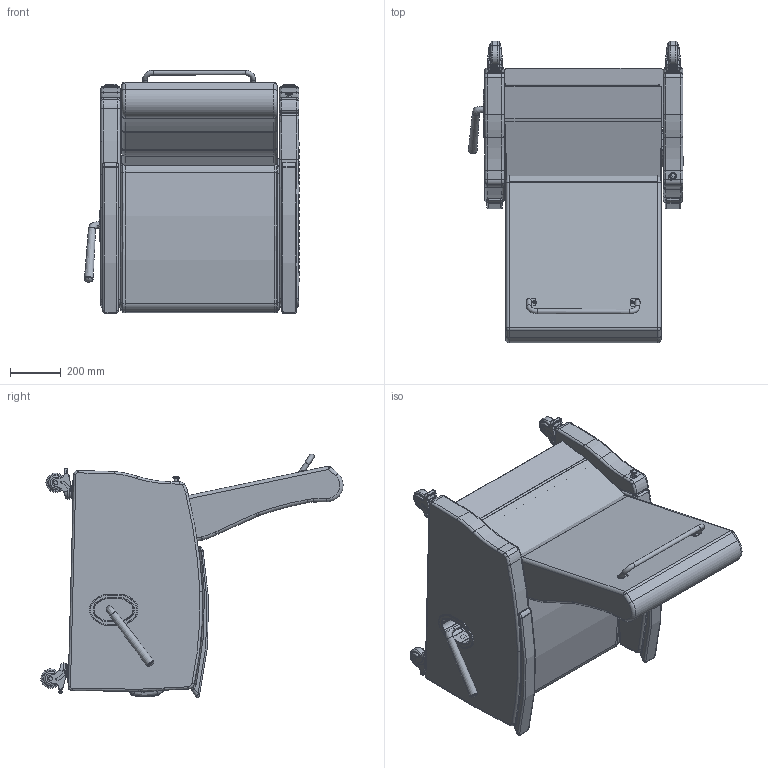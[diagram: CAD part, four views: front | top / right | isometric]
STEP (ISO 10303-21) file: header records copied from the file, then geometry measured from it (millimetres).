
FILE_DESCRIPTION(/* description */ (''),/* implementation_level */ '2;1');
FILE_NAME(/* name */ 'KC1067J.stp',/* time_stamp */ '2017-09-14T15:31:15-04:00',/* author */ ('emehringer'),/* organization */ (''),/* preprocessor_version */ 'ST-DEVELOPER v16.5',/* originating_system */ 'Autodesk Inventor 2017',/* authorisation */ '');
FILE_SCHEMA (('AUTOMOTIVE_DESIGN { 1 0 10303 214 3 1 1 }'));
Products named in the file (31): KC1067U-W-J; 7000 UKP; ULSEAT 4000C; 4000 UKO; EV7070 UBACK FLAP; BEZEL-1; 7000-2 CON PLT; O1010 UBACK; E1010-1 MAC BLK; Knob and spring; HINGE 22 NEW; PB3; PUSH BAR 17.625; PUSH BAR 17.625_1; PUSH BAR 17.625 right side; 1420X1.5 PSHPB; E1010-1 ACARM L; FD400-2 R; E1067-1 LARM R; HDL 3000 BLK; HDL 3000 BLKPLASTIC; HDL 3000 BLK METAL; CAST COL 4inSLB; _NG-03AMP-125-TL-TP01_fork; _TP01_Next Generation Series_0; _NG-03QDP-125-SW-TP01_rivet; _NG-03AMP-125-TL-TP01_wheel_core; _NG-03AMP-125-TL-TP01_wheel_tread; _NG-03AMP-125-TL-TP01_wheel_guard; _NG-03AMP-125-TL-TP01_wheel_tguard; _NG-03AMP-125-TL-TP01_cap
Assembly tree (36 placements, depth 4):
  KC1067U-W-J
    7000 UKP
    ULSEAT 4000C
    4000 UKO
    EV7070 UBACK FLAP
    BEZEL-1
    7000-2 CON PLT
    O1010 UBACK
    E1010-1 MAC BLK  x2
    Knob and spring
    HINGE 22 NEW
    PB3
      PUSH BAR 17.625
        PUSH BAR 17.625_1
        PUSH BAR 17.625 right side
      1420X1.5 PSHPB  x2
    E1010-1 ACARM L
    FD400-2 R
    E1067-1 LARM R
    HDL 3000 BLK
      HDL 3000 BLKPLASTIC
      HDL 3000 BLK METAL
    CAST COL 4inSLB  x4
      _NG-03AMP-125-TL-TP01_fork
      _TP01_Next Generation Series_0
      _NG-03QDP-125-SW-TP01_rivet
      _NG-03AMP-125-TL-TP01_wheel_core
      _NG-03AMP-125-TL-TP01_wheel_tread
      _NG-03AMP-125-TL-TP01_wheel_guard
      _NG-03AMP-125-TL-TP01_wheel_tguard
      _NG-03AMP-125-TL-TP01_cap
Bounding box: 845.28 x 1186.84 x 957.22 mm (x, y, z)
Volume: 180839782.5 mm3; surface area: 6426435.2 mm2
Topology: 55 solids, 170 shells, 1795 faces, 4693 edges, 3136 vertices
Faces by surface type: cylinder 761, plane 642, torus 213, bspline 99, cone 51, sphere 29
Full cylindrical faces by diameter (mm): 5.953 x1, 6.35 x2, 7.938 x2, 11.112 x8, 11.989 x4, 12.497 x2, 12.7 x1, 14.877 x4, 15.062 x4, 15.24 x8, 19.05 x3, 19.075 x4, 23.812 x1, 25.4 x4, 30.162 x1, 38.049 x4, 44.298 x4, 52.273 x4, 55.372 x8, 57.15 x8, 76.2 x4
Entity records: 51483 total; most frequent: CARTESIAN_POINT 21101, DIRECTION 6219, ORIENTED_EDGE 5706, EDGE_CURVE 3119, AXIS2_PLACEMENT_3D 2387, VERTEX_POINT 2154, LINE 1445, VECTOR 1445
